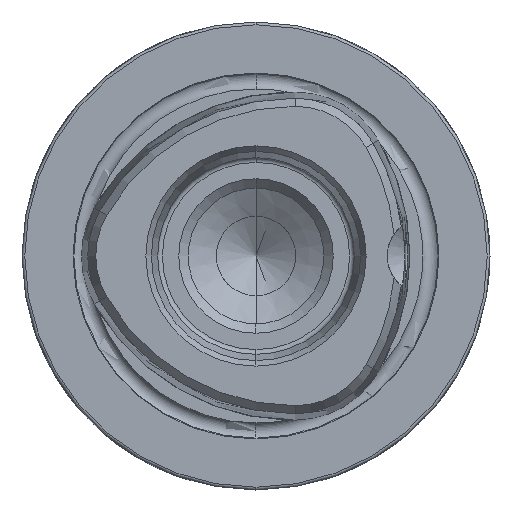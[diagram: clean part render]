
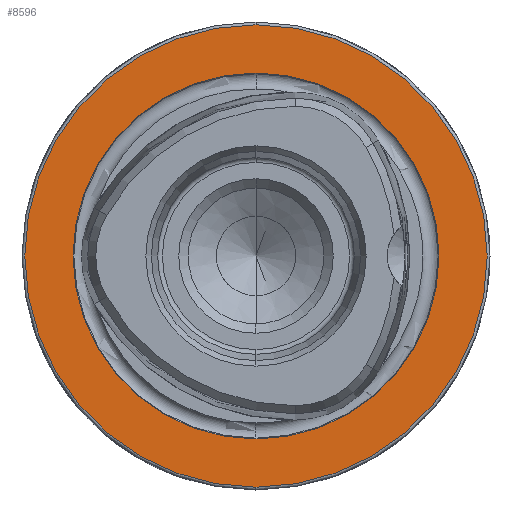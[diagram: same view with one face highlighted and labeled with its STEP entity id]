
A CAD part, left-side view. The second image highlights one B-rep face of the part: STEP entity #8596.
In plain terms, the highlighted planar face has unit normal (-1, 0, 0).
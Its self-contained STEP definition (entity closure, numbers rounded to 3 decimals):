
#464 = AXIS2_PLACEMENT_3D ( 'NONE', #5485, #5490, #5491 ) ;
#534 = AXIS2_PLACEMENT_3D ( 'NONE', #6561, #6562, #6563 ) ;
#538 = AXIS2_PLACEMENT_3D ( 'NONE', #6581, #6582, #6583 ) ;
#1884 = VERTEX_POINT ( 'NONE', #5894 ) ;
#1886 = VERTEX_POINT ( 'NONE', #5898 ) ;
#1888 = VERTEX_POINT ( 'NONE', #5902 ) ;
#1889 = VERTEX_POINT ( 'NONE', #5904 ) ;
#2389 = CIRCLE ( 'NONE', #9349, 24.7 ) ;
#2390 = CIRCLE ( 'NONE', #9350, 19.55 ) ;
#3063 = EDGE_CURVE ( 'NONE', #1889, #1888, #2389, .T. ) ;
#3064 = EDGE_CURVE ( 'NONE', #1886, #1884, #2390, .T. ) ;
#3331 = FACE_OUTER_BOUND ( 'NONE', #9418, .T. ) ;
#3332 = FACE_BOUND ( 'NONE', #9424, .T. ) ;
#3534 = CIRCLE ( 'NONE', #534, 24.7 ) ;
#3541 = CIRCLE ( 'NONE', #538, 19.55 ) ;
#5160 = ORIENTED_EDGE ( 'NONE', *, *, #3064, .F. ) ;
#5161 = ORIENTED_EDGE ( 'NONE', *, *, #9034, .F. ) ;
#5162 = ORIENTED_EDGE ( 'NONE', *, *, #9026, .T. ) ;
#5163 = ORIENTED_EDGE ( 'NONE', *, *, #3063, .T. ) ;
#5485 = CARTESIAN_POINT ( 'NONE',  ( 0., 19.55, 0. ) ) ;
#5488 = PLANE ( 'NONE',  #464 ) ;
#5490 = DIRECTION ( 'NONE',  ( 1., 0., 0. ) ) ;
#5491 = DIRECTION ( 'NONE',  ( 0., 0., -1. ) ) ;
#5894 = CARTESIAN_POINT ( 'NONE',  ( 0., 0., -19.55 ) ) ;
#5898 = CARTESIAN_POINT ( 'NONE',  ( 0., 0., 19.55 ) ) ;
#5902 = CARTESIAN_POINT ( 'NONE',  ( 0., 0., 24.7 ) ) ;
#5904 = CARTESIAN_POINT ( 'NONE',  ( 0., 0., -24.7 ) ) ;
#6561 = CARTESIAN_POINT ( 'NONE',  ( 0., 0., 0. ) ) ;
#6562 = DIRECTION ( 'NONE',  ( -1., 0., 0. ) ) ;
#6563 = DIRECTION ( 'NONE',  ( 0., 0., 1. ) ) ;
#6581 = CARTESIAN_POINT ( 'NONE',  ( 0., 0., 0. ) ) ;
#6582 = DIRECTION ( 'NONE',  ( -1., 0., 0. ) ) ;
#6583 = DIRECTION ( 'NONE',  ( 0., 0., 1. ) ) ;
#8448 = CARTESIAN_POINT ( 'NONE',  ( 0., 0., 0. ) ) ;
#8449 = DIRECTION ( 'NONE',  ( -1., 0., 0. ) ) ;
#8450 = DIRECTION ( 'NONE',  ( 0., 0., 1. ) ) ;
#8452 = CARTESIAN_POINT ( 'NONE',  ( 0., 0., 0. ) ) ;
#8453 = DIRECTION ( 'NONE',  ( -1., 0., 0. ) ) ;
#8454 = DIRECTION ( 'NONE',  ( 0., 0., 1. ) ) ;
#8596 = ADVANCED_FACE ( 'NONE', ( #3332, #3331 ), #5488, .F. ) ;
#9026 = EDGE_CURVE ( 'NONE', #1888, #1889, #3534, .T. ) ;
#9034 = EDGE_CURVE ( 'NONE', #1884, #1886, #3541, .T. ) ;
#9349 = AXIS2_PLACEMENT_3D ( 'NONE', #8448, #8449, #8450 ) ;
#9350 = AXIS2_PLACEMENT_3D ( 'NONE', #8452, #8453, #8454 ) ;
#9418 = EDGE_LOOP ( 'NONE', ( #5162, #5163 ) ) ;
#9424 = EDGE_LOOP ( 'NONE', ( #5160, #5161 ) ) ;
